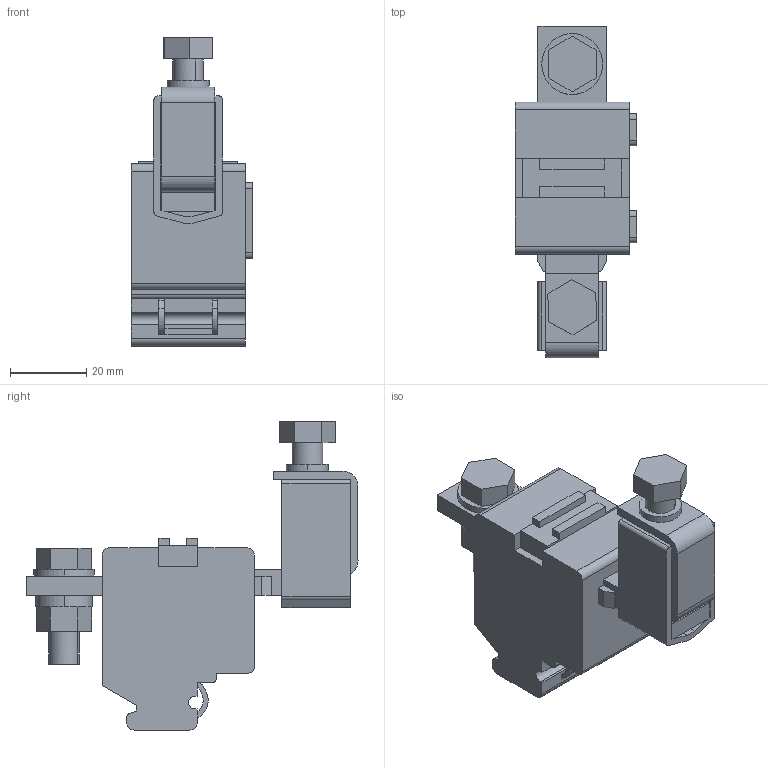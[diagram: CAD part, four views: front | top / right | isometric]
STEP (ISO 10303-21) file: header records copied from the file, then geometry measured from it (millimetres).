
FILE_DESCRIPTION(('CATIA V5R24 STEP','CAx-IF Rec.Pracs.--- Model Styling and Organization---1.2---2011-12-15'),'2;1');
FILE_NAME ('D1445820_0', '2017-04-03T08:25:35+00:00', ('Weidmueller Interface'), ('Weidmueller'), 'CATIA Version 5-6 Release 2014 SP4 HF52', 'CATIA V5 STEP AP214', 'none');
FILE_SCHEMA(('AUTOMOTIVE_DESIGN { 1 0 10303 214 1 1 1 1 }'));
Length unit declared in the file: millimetre
Products named in the file (1): v5-standard_part
Bounding box: 32 x 87.3 x 81.04 mm (x, y, z)
Volume: 64174.6 mm3; surface area: 19114.8 mm2
Topology: 5 solids, 5 shells, 181 faces, 499 edges, 336 vertices
Faces by surface type: plane 130, cylinder 51
Entity records: 5607 total; most frequent: CARTESIAN_POINT 1092, ORIENTED_EDGE 998, DIRECTION 777, EDGE_CURVE 499, VECTOR 393, LINE 393, VERTEX_POINT 336, AXIS2_PLACEMENT_3D 243
